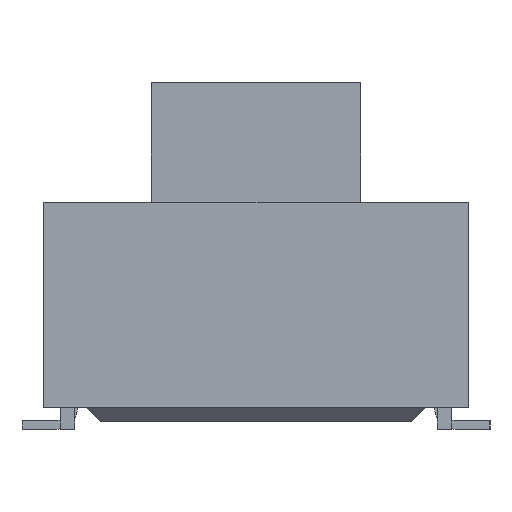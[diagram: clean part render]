
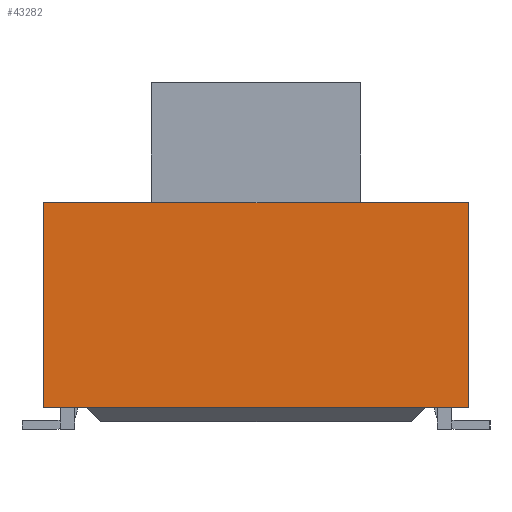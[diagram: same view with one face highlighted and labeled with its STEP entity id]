
A CAD part, left-side view. The second image highlights one B-rep face of the part: STEP entity #43282.
In plain terms, the highlighted planar face has unit normal (-1, 0, 0).
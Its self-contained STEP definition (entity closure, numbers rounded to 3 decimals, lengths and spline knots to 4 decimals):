
#1478=FACE_OUTER_BOUND('',#3892,.T.);
#3892=EDGE_LOOP('',(#29229,#29230,#29231,#29232));
#6574=LINE('',#61424,#12258);
#6892=LINE('',#62088,#12576);
#6897=LINE('',#62098,#12581);
#6900=LINE('',#62103,#12584);
#12258=VECTOR('',#49110,2.9);
#12576=VECTOR('',#49542,1.4);
#12581=VECTOR('',#49549,2.9);
#12584=VECTOR('',#49554,1.4);
#17933=VERTEX_POINT('',#61421);
#17934=VERTEX_POINT('',#61423);
#18223=VERTEX_POINT('',#62086);
#18227=VERTEX_POINT('',#62097);
#22226=EDGE_CURVE('',#17934,#17933,#6574,.T.);
#22560=EDGE_CURVE('',#18223,#17933,#6892,.T.);
#22565=EDGE_CURVE('',#18227,#18223,#6897,.T.);
#22568=EDGE_CURVE('',#18227,#17934,#6900,.T.);
#29229=ORIENTED_EDGE('',*,*,#22226,.T.);
#29230=ORIENTED_EDGE('',*,*,#22560,.F.);
#29231=ORIENTED_EDGE('',*,*,#22565,.F.);
#29232=ORIENTED_EDGE('',*,*,#22568,.T.);
#41403=PLANE('',#45606);
#43282=ADVANCED_FACE('',(#1478),#41403,.F.);
#45606=AXIS2_PLACEMENT_3D('',#62102,#49552,#49553);
#49110=DIRECTION('',(0.,-1.,0.));
#49542=DIRECTION('',(0.,0.,-1.));
#49549=DIRECTION('',(0.,-1.,0.));
#49552=DIRECTION('center_axis',(1.,0.,0.));
#49553=DIRECTION('ref_axis',(0.,0.,-1.));
#49554=DIRECTION('',(0.,0.,-1.));
#61421=CARTESIAN_POINT('',(-7.5013,-1.45,-1.035));
#61423=CARTESIAN_POINT('',(-7.5013,1.45,-1.035));
#61424=CARTESIAN_POINT('',(-7.5013,1.45,-1.035));
#62086=CARTESIAN_POINT('',(-7.5013,-1.45,0.365));
#62088=CARTESIAN_POINT('',(-7.5013,-1.45,0.365));
#62097=CARTESIAN_POINT('',(-7.5013,1.45,0.365));
#62098=CARTESIAN_POINT('',(-7.5013,1.45,0.365));
#62102=CARTESIAN_POINT('Origin',(-7.5013,0.,1.465));
#62103=CARTESIAN_POINT('',(-7.5013,1.45,0.365));
